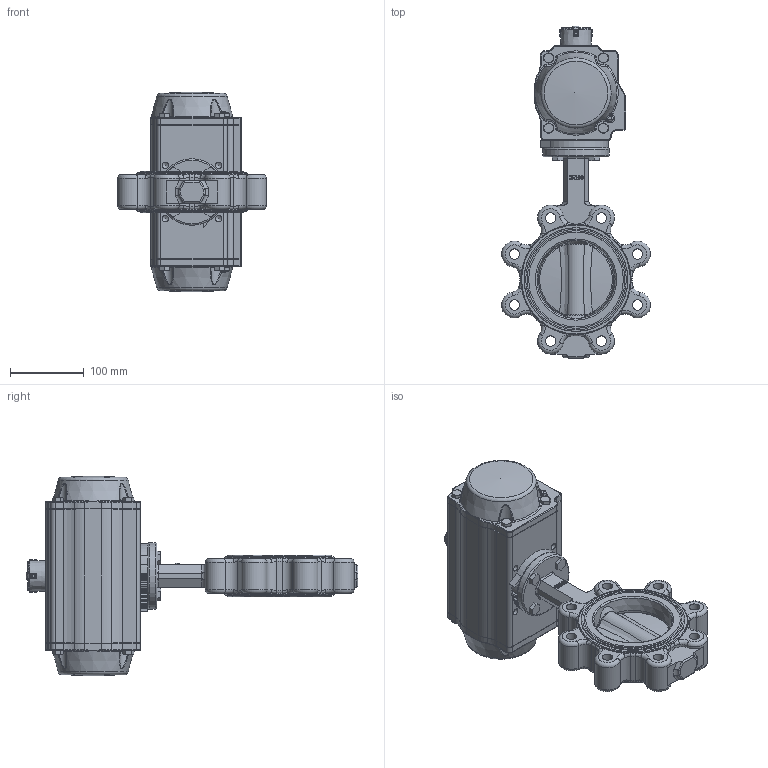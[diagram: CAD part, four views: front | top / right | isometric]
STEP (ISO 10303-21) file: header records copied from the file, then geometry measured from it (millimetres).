
FILE_DESCRIPTION(/* description */ ('Unknown'),/* implementation_level */ '2;1');
FILE_NAME(/* name */ 'FR05 5200_5210_5220-12',/* time_stamp */ '2023-05-03T11:39:44+02:00',/* author */ ('Unknown'),/* organization */ ('Unknown'),/* preprocessor_version */ 'ST-DEVELOPER v18.102',/* originating_system */ 'Solid Edge',/* authorisation */ 'Unknown');
FILE_SCHEMA (('AUTOMOTIVE_DESIGN {1 0 10303 214 3 1 1}'));
Products named in the file (20): DW70-5.200_210_220.100; Raster DN40- DN150; LUG-DN100; DN100概极; seat; disc; shaft1; shaft2; bushing1; M10x30; DW06_FR05_(DW160_FR119); ____; ________(___________; _____________; ______; Deckel 1; hexagon head bolts--product grade c gb_GB_FASTENER_BOLT_HHBC M8X40-N; cup head nib bolts with large head gb_GB_FASTENER_BOLT_CHNBW M6X25-N; KP-100; Deckel 2
Assembly tree (32 placements, depth 4):
  DW70-5.200_210_220.100
    Raster DN40- DN150
    LUG-DN100
      DN100概极
      seat
      disc
      shaft1
      shaft2
      bushing1  x2
    M10x30  x4
    DW06_FR05_(DW160_FR119)
      ____
        ________(___________  x2
        _____________  x2
        ______
      Deckel 1
      hexagon head bolts--product grade c gb_GB_FASTENER_BOLT_HHBC M8X40-N  x8
      cup head nib bolts with large head gb_GB_FASTENER_BOLT_CHNBW M6X25-N
      KP-100
      Deckel 2
Bounding box: 201.28 x 448.81 x 270.2 mm (x, y, z)
Volume: 4530964.2 mm3; surface area: 518883.8 mm2
Topology: 29 solids, 30 shells, 1713 faces, 4167 edges, 2569 vertices
Faces by surface type: plane 580, cylinder 493, bspline 271, torus 210, cone 146, sphere 13
Full cylindrical faces by diameter (mm): 2.6 x2, 3 x16, 3.3 x8, 4.2 x8, 4.66 x1, 5 x2, 6 x1, 6.2 x1, 6.8 x24, 8 x8, 8.5 x4, 10 x8, 10.7 x1, 11.8 x2, 12 x1, 14 x8, 15.77 x5, 15.93 x1, 16 x2, 20.6 x2, 20.62 x2, 20.7 x2, 24.6 x2, 25.8 x2, 26.8 x1, 27.2 x1, 30.86 x1, 37.2 x1, 38.5 x1, 52.79 x2
Entity records: 51281 total; most frequent: CARTESIAN_POINT 19379, ORIENTED_EDGE 6394, DIRECTION 6356, EDGE_CURVE 3197, AXIS2_PLACEMENT_3D 2549, VERTEX_POINT 2108, FACE_BOUND 1753, EDGE_LOOP 1726
